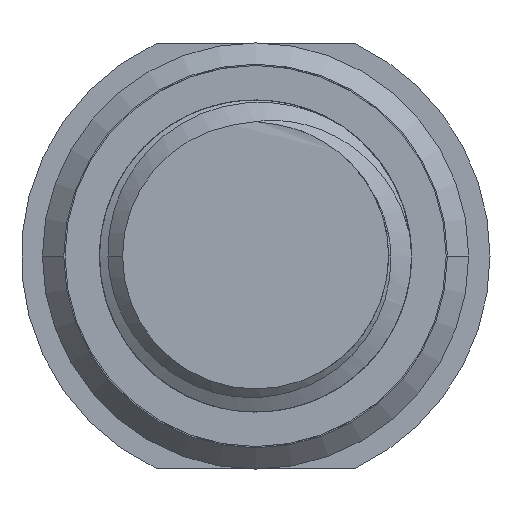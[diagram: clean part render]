
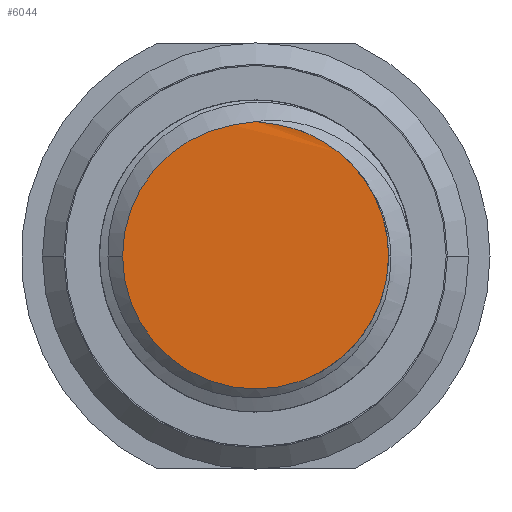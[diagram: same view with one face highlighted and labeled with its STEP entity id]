
A CAD part, front view. The second image highlights one B-rep face of the part: STEP entity #6044.
In plain terms, the highlighted planar face has unit normal (0, -1, 0).
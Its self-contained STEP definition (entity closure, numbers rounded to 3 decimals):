
#14 = CIRCLE ( 'NONE', #2954, 1.56 ) ;
#44 = DIRECTION ( 'NONE',  ( -1., 0., 0. ) ) ;
#57 = ORIENTED_EDGE ( 'NONE', *, *, #1721, .F. ) ;
#176 = DIRECTION ( 'NONE',  ( 0., 1., 0. ) ) ;
#207 = EDGE_LOOP ( 'NONE', ( #2745, #6178, #4312, #3519, #57, #4004 ) ) ;
#521 = EDGE_CURVE ( 'Defeature ausgef�hrt2_20+Defeature ausgef�hrt2_17+Defeature ausgef�hrt2_17+Defeature ausgef�hrt2_17', #4386, #2713, #1856, .T. ) ;
#534 = DIRECTION ( 'NONE',  ( -1., 0., 0. ) ) ;
#662 = VERTEX_POINT ( 'NONE', #4058 ) ;
#797 = CIRCLE ( 'NONE', #4247, 1.56 ) ;
#1165 = CARTESIAN_POINT ( 'NONE',  ( 0.614, 0., 1.434 ) ) ;
#1214 = CARTESIAN_POINT ( 'NONE',  ( 0.805, 0., 1.352 ) ) ;
#1393 = CARTESIAN_POINT ( 'NONE',  ( 0.601, 0., 1.44 ) ) ;
#1445 = EDGE_CURVE ( 'Defeature ausgef�hrt2_20+Defeature ausgef�hrt2_17+Defeature ausgef�hrt2_17+Defeature ausgef�hrt2_18', #3728, #4937, #3401, .T. ) ;
#1721 = EDGE_CURVE ( 'Defeature ausgef�hrt2_18+Defeature ausgef�hrt2_17+Defeature ausgef�hrt2_20+Defeature ausgef�hrt2_20', #4937, #6067, #4006, .T. ) ;
#1760 = CARTESIAN_POINT ( 'NONE',  ( 0.614, 0., 1.434 ) ) ;
#1782 = AXIS2_PLACEMENT_3D ( 'NONE', #5638, #5064, #534 ) ;
#1856 = B_SPLINE_CURVE_WITH_KNOTS ( 'NONE', 3,
 ( #4442, #5952, #2882, #1393 ),
 .UNSPECIFIED., .F., .F.,
 ( 4, 4 ),
 ( 0., 0.001 ),
 .UNSPECIFIED. ) ;
#2004 = DIRECTION ( 'NONE',  ( -1., 0., 0. ) ) ;
#2029 = EDGE_CURVE ( 'Defeature ausgef�hrt2_18+Defeature ausgef�hrt2_17+Defeature ausgef�hrt2_20+Defeature ausgef�hrt2_20', #6067, #662, #5129, .T. ) ;
#2520 = DIRECTION ( 'NONE',  ( 0., 1., 0. ) ) ;
#2545 = CARTESIAN_POINT ( 'NONE',  ( 0., 0., 1.42 ) ) ;
#2645 = CARTESIAN_POINT ( 'NONE',  ( 1.122, 0., 1.084 ) ) ;
#2713 = VERTEX_POINT ( 'NONE', #2852 ) ;
#2718 = AXIS2_PLACEMENT_3D ( 'NONE', #6155, #2991, #2004 ) ;
#2745 = ORIENTED_EDGE ( 'NONE', *, *, #3079, .F. ) ;
#2763 = DIRECTION ( 'NONE',  ( -1., 0., 0. ) ) ;
#2852 = CARTESIAN_POINT ( 'NONE',  ( 0.601, 0., 1.44 ) ) ;
#2882 = CARTESIAN_POINT ( 'NONE',  ( 0.411, 0., 1.519 ) ) ;
#2954 = AXIS2_PLACEMENT_3D ( 'NONE', #5311, #176, #3730 ) ;
#2991 = DIRECTION ( 'NONE',  ( 0., 1., 0. ) ) ;
#3079 = EDGE_CURVE ( 'NONE', #2713, #3728, #14, .T. ) ;
#3273 = CARTESIAN_POINT ( 'NONE',  ( 0., 0., 0. ) ) ;
#3401 = B_SPLINE_CURVE_WITH_KNOTS ( 'NONE', 3,
 ( #1165, #1214, #5269, #5795 ),
 .UNSPECIFIED., .F., .F.,
 ( 4, 4 ),
 ( 0., 0.001 ),
 .UNSPECIFIED. ) ;
#3519 = ORIENTED_EDGE ( 'NONE', *, *, #2029, .F. ) ;
#3699 = EDGE_CURVE ( 'Defeature ausgef�hrt2_18+Defeature ausgef�hrt2_17+Defeature ausgef�hrt2_20+Defeature ausgef�hrt2_20', #662, #4386, #797, .T. ) ;
#3728 = VERTEX_POINT ( 'NONE', #1760 ) ;
#3730 = DIRECTION ( 'NONE',  ( -1., 0., 0. ) ) ;
#3745 = DIRECTION ( 'NONE',  ( 0., 1., 0. ) ) ;
#4004 = ORIENTED_EDGE ( 'NONE', *, *, #1445, .F. ) ;
#4006 = CIRCLE ( 'NONE', #1782, 1.56 ) ;
#4058 = CARTESIAN_POINT ( 'NONE',  ( -1.56, 0., 0. ) ) ;
#4247 = AXIS2_PLACEMENT_3D ( 'NONE', #3273, #3745, #2763 ) ;
#4298 = CARTESIAN_POINT ( 'NONE',  ( 0., 0.012, 1.577 ) ) ;
#4312 = ORIENTED_EDGE ( 'NONE', *, *, #3699, .F. ) ;
#4386 = VERTEX_POINT ( 'NONE', #4298 ) ;
#4442 = CARTESIAN_POINT ( 'NONE',  ( 0., 0.012, 1.577 ) ) ;
#4937 = VERTEX_POINT ( 'NONE', #2645 ) ;
#5064 = DIRECTION ( 'NONE',  ( 0., 1., 0. ) ) ;
#5107 = CARTESIAN_POINT ( 'NONE',  ( 1.56, 0., 0. ) ) ;
#5129 = CIRCLE ( 'NONE', #2718, 1.56 ) ;
#5269 = CARTESIAN_POINT ( 'NONE',  ( 0.975, 0., 1.231 ) ) ;
#5311 = CARTESIAN_POINT ( 'NONE',  ( 0., 0., 0. ) ) ;
#5333 = AXIS2_PLACEMENT_3D ( 'NONE', #2545, #2520, #44 ) ;
#5576 = PLANE ( 'NONE',  #5333 ) ;
#5638 = CARTESIAN_POINT ( 'NONE',  ( 0., 0., 0. ) ) ;
#5795 = CARTESIAN_POINT ( 'NONE',  ( 1.122, 0., 1.084 ) ) ;
#5952 = CARTESIAN_POINT ( 'NONE',  ( 0.206, 0., 1.56 ) ) ;
#5964 = FACE_OUTER_BOUND ( 'NONE', #207, .T. ) ;
#6044 = ADVANCED_FACE ( 'Defeature ausgef�hrt2_17', ( #5964 ), #5576, .F. ) ;
#6067 = VERTEX_POINT ( 'NONE', #5107 ) ;
#6155 = CARTESIAN_POINT ( 'NONE',  ( 0., 0., 0. ) ) ;
#6178 = ORIENTED_EDGE ( 'NONE', *, *, #521, .F. ) ;
